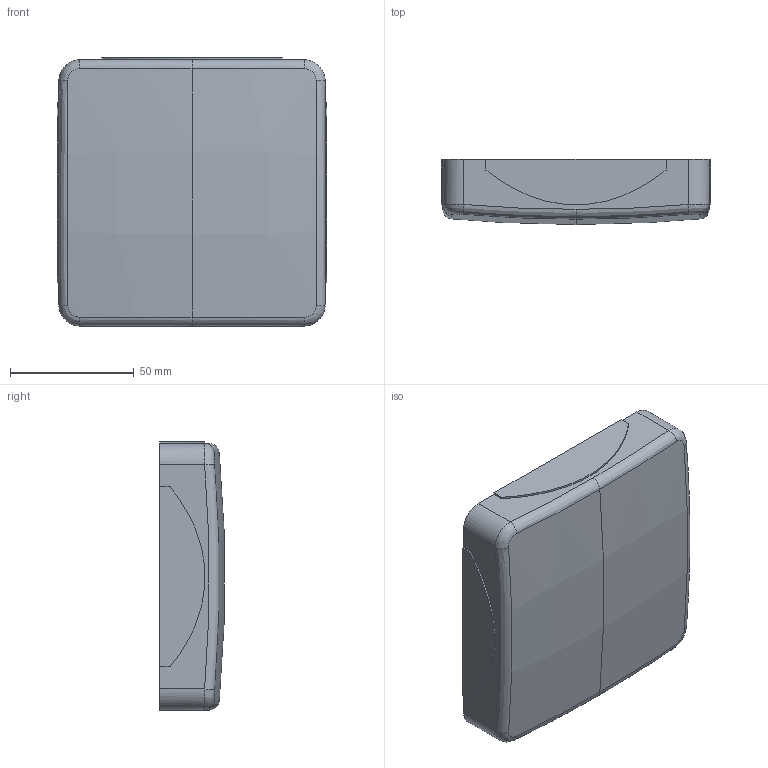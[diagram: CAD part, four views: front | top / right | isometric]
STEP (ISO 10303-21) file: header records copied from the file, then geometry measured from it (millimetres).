
FILE_DESCRIPTION (( 'STEP AP203' ), '1' );
FILE_NAME ('CKK12D-K-070-016-K03 Ðàñïðåäåëèòåëüíàÿ êîðîáêà ÊÌÐÍ 70õ16.STEP', '2016-07-07T11:05:41', ( '' ), ( '' ), 'SwSTEP 2.0', 'SolidWorks 2014', '' );
FILE_SCHEMA (( 'CONFIG_CONTROL_DESIGN' ));
Length unit declared in the file: millimetre
Products named in the file (1): CKK12D-K-070-016-K03 Ðàñïðåäåëèòåëüíàÿ êîðîáêà ÊÌÐÍ 70õ16
Bounding box: 109 x 26.17 x 108.25 mm (x, y, z)
Volume: 91641.1 mm3; surface area: 88782 mm2
Topology: 1 solids, 1 shells, 780 faces, 2310 edges, 1534 vertices
Faces by surface type: plane 568, cylinder 198, bspline 14
Entity records: 27199 total; most frequent: CARTESIAN_POINT 5793, ORIENTED_EDGE 4620, DIRECTION 4148, EDGE_CURVE 2310, VECTOR 1826, LINE 1826, VERTEX_POINT 1534, AXIS2_PLACEMENT_3D 1161
